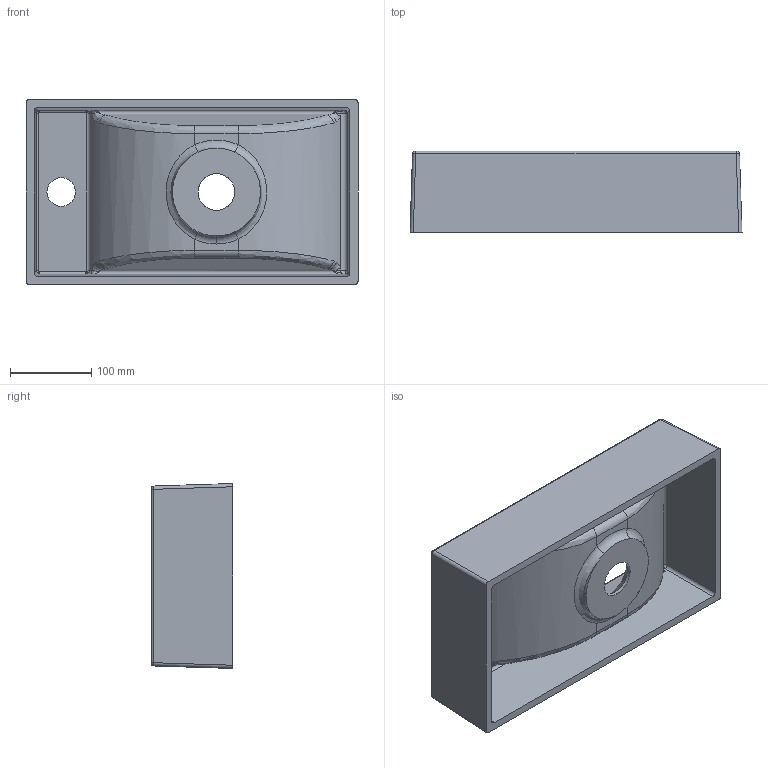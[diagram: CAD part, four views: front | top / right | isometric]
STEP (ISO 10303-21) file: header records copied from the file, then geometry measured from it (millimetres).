
FILE_DESCRIPTION (( 'STEP AP214' ), '1' );
FILE_NAME ('Faro.STEP', '2019-02-12T10:16:53', ( '' ), ( '' ), 'SwSTEP 2.0', 'SolidWorks 2018', '' );
FILE_SCHEMA (( 'AUTOMOTIVE_DESIGN' ));
Length unit declared in the file: millimetre
Products named in the file (2): Faro
Bounding box: 407.89 x 100 x 227.17 mm (x, y, z)
Volume: 2415546.2 mm3; surface area: 462931.2 mm2
Topology: 1 solids, 1 shells, 136 faces, 330 edges, 191 vertices
Faces by surface type: bspline 62, cylinder 41, plane 22, torus 6, cone 5
Entity records: 7424 total; most frequent: CARTESIAN_POINT 4765, ORIENTED_EDGE 648, DIRECTION 433, EDGE_CURVE 324, VERTEX_POINT 191, AXIS2_PLACEMENT_3D 173, EDGE_LOOP 141, FACE_OUTER_BOUND 136
